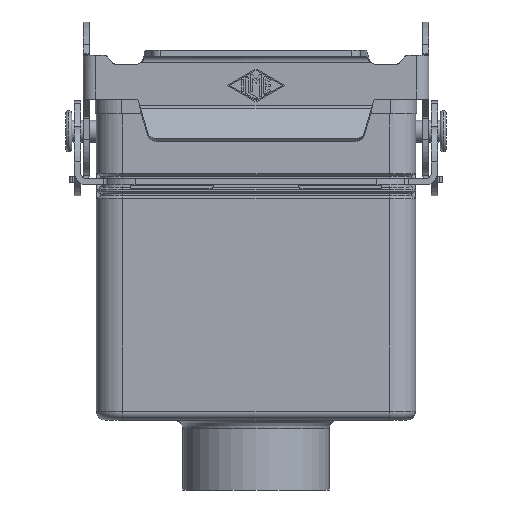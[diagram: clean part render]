
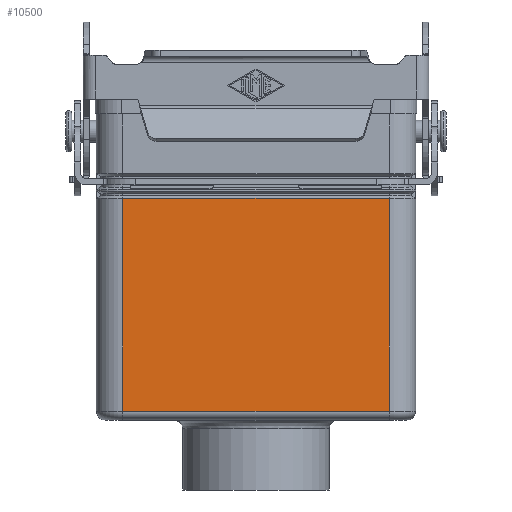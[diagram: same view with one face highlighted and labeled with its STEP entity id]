
A CAD part, front view. The second image highlights one B-rep face of the part: STEP entity #10500.
In plain terms, the highlighted planar face has unit normal (0, -1, 0).
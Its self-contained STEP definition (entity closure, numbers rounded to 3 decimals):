
#9244=CARTESIAN_POINT('',(30.5,-21.75,-15.327));
#9245=VERTEX_POINT('',#9244);
#9277=CARTESIAN_POINT('',(-30.5,-21.75,-15.327));
#9278=VERTEX_POINT('',#9277);
#9279=CARTESIAN_POINT('',(30.5,-21.75,-15.327));
#9280=DIRECTION('',(-1.0,0.0,0.0));
#9281=VECTOR('',#9280,61.);
#9282=LINE('',#9279,#9281);
#9283=EDGE_CURVE('',#9245,#9278,#9282,.T.);
#10410=CARTESIAN_POINT('',(30.5,-21.75,-64.));
#10411=VERTEX_POINT('',#10410);
#10412=CARTESIAN_POINT('',(30.5,-21.75,-15.327));
#10413=DIRECTION('',(0.0,0.0,-1.0));
#10414=VECTOR('',#10413,48.673);
#10415=LINE('',#10412,#10414);
#10416=EDGE_CURVE('',#9245,#10411,#10415,.T.);
#10477=CARTESIAN_POINT('',(-30.5,-21.75,9.0));
#10478=DIRECTION('',(0.0,-1.0,0.0));
#10479=DIRECTION('',(0.0,0.0,-1.0));
#10480=AXIS2_PLACEMENT_3D('',#10477,#10478,#10479);
#10481=PLANE('',#10480);
#10482=ORIENTED_EDGE('',*,*,#9283,.T.);
#10483=CARTESIAN_POINT('',(-30.5,-21.75,-64.));
#10484=VERTEX_POINT('',#10483);
#10485=CARTESIAN_POINT('',(-30.5,-21.75,-15.327));
#10486=DIRECTION('',(0.0,0.0,-1.0));
#10487=VECTOR('',#10486,48.673);
#10488=LINE('',#10485,#10487);
#10489=EDGE_CURVE('',#9278,#10484,#10488,.T.);
#10490=ORIENTED_EDGE('',*,*,#10489,.T.);
#10491=CARTESIAN_POINT('',(30.5,-21.75,-64.));
#10492=DIRECTION('',(-1.0,0.0,0.0));
#10493=VECTOR('',#10492,61.0);
#10494=LINE('',#10491,#10493);
#10495=EDGE_CURVE('',#10411,#10484,#10494,.T.);
#10496=ORIENTED_EDGE('',*,*,#10495,.F.);
#10497=ORIENTED_EDGE('',*,*,#10416,.F.);
#10498=EDGE_LOOP('',(#10482,#10490,#10496,#10497));
#10499=FACE_OUTER_BOUND('',#10498,.T.);
#10500=ADVANCED_FACE('',(#10499),#10481,.T.);
